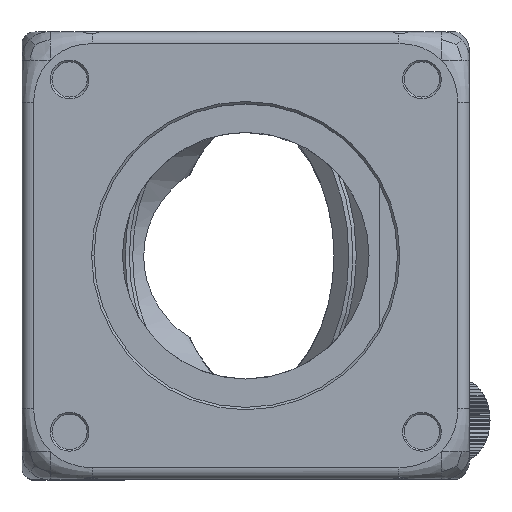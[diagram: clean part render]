
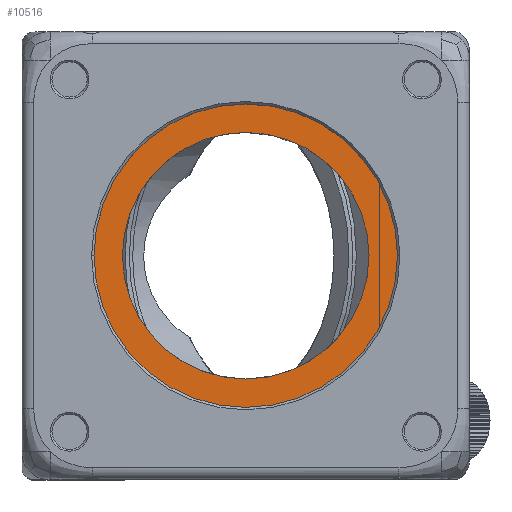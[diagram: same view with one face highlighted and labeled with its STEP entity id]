
A CAD part, top view. The second image highlights one B-rep face of the part: STEP entity #10516.
In plain terms, the highlighted planar face has unit normal (0, 0, 1).
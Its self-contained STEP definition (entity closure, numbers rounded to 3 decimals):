
#400 = CARTESIAN_POINT ( 'NONE',  ( -43.011, 11.093, 30.1 ) ) ;
#872 = DIRECTION ( 'NONE',  ( 0., 0., 1. ) ) ;
#1732 = ORIENTED_EDGE ( 'NONE', *, *, #27111, .T. ) ;
#1759 = DIRECTION ( 'NONE',  ( 0., 0., 1. ) ) ;
#2390 = AXIS2_PLACEMENT_3D ( 'NONE', #44615, #1759, #51328 ) ;
#4347 = DIRECTION ( 'NONE',  ( 0., 0., 1. ) ) ;
#4595 = ORIENTED_EDGE ( 'NONE', *, *, #20083, .T. ) ;
#5715 = CIRCLE ( 'NONE', #66789, 21. ) ;
#5764 = VERTEX_POINT ( 'NONE', #40352 ) ;
#6668 = CIRCLE ( 'NONE', #34925, 21. ) ;
#10516 = ADVANCED_FACE ( 'NONE', ( #64622, #69586 ), #37695, .T. ) ;
#11314 = CARTESIAN_POINT ( 'NONE',  ( -16.911, 11.093, 30.1 ) ) ;
#13228 = ORIENTED_EDGE ( 'NONE', *, *, #61640, .T. ) ;
#15151 = AXIS2_PLACEMENT_3D ( 'NONE', #11314, #4347, #17329 ) ;
#17074 = CIRCLE ( 'NONE', #2390, 26.1 ) ;
#17329 = DIRECTION ( 'NONE',  ( 1., 0., 0. ) ) ;
#20083 = EDGE_CURVE ( 'NONE', #5764, #66352, #52543, .T. ) ;
#20201 = CARTESIAN_POINT ( 'NONE',  ( -16.911, 11.093, 30.1 ) ) ;
#21044 = CARTESIAN_POINT ( 'NONE',  ( -16.911, 11.093, 30.1 ) ) ;
#22343 = CARTESIAN_POINT ( 'NONE',  ( 4.089, 11.093, 30.1 ) ) ;
#25522 = DIRECTION ( 'NONE',  ( 1., 0., 0. ) ) ;
#26124 = ORIENTED_EDGE ( 'NONE', *, *, #58935, .T. ) ;
#27111 = EDGE_CURVE ( 'NONE', #50343, #38556, #5715, .T. ) ;
#28056 = AXIS2_PLACEMENT_3D ( 'NONE', #21044, #872, #38759 ) ;
#29598 = DIRECTION ( 'NONE',  ( 0., 0., -1. ) ) ;
#34925 = AXIS2_PLACEMENT_3D ( 'NONE', #40222, #29598, #55828 ) ;
#35500 = EDGE_LOOP ( 'NONE', ( #26124, #1732 ) ) ;
#37695 = PLANE ( 'NONE',  #28056 ) ;
#38556 = VERTEX_POINT ( 'NONE', #22343 ) ;
#38759 = DIRECTION ( 'NONE',  ( 1., 0., 0. ) ) ;
#40222 = CARTESIAN_POINT ( 'NONE',  ( -16.911, 11.093, 30.1 ) ) ;
#40352 = CARTESIAN_POINT ( 'NONE',  ( 9.189, 11.093, 30.1 ) ) ;
#44615 = CARTESIAN_POINT ( 'NONE',  ( -16.911, 11.093, 30.1 ) ) ;
#45422 = CARTESIAN_POINT ( 'NONE',  ( -37.911, 11.093, 30.1 ) ) ;
#50343 = VERTEX_POINT ( 'NONE', #45422 ) ;
#51328 = DIRECTION ( 'NONE',  ( 1., 0., 0. ) ) ;
#51418 = DIRECTION ( 'NONE',  ( 0., 0., -1. ) ) ;
#52333 = EDGE_LOOP ( 'NONE', ( #13228, #4595 ) ) ;
#52543 = CIRCLE ( 'NONE', #15151, 26.1 ) ;
#55828 = DIRECTION ( 'NONE',  ( 1., 0., 0. ) ) ;
#58935 = EDGE_CURVE ( 'NONE', #38556, #50343, #6668, .T. ) ;
#61640 = EDGE_CURVE ( 'NONE', #66352, #5764, #17074, .T. ) ;
#64622 = FACE_BOUND ( 'NONE', #35500, .T. ) ;
#66352 = VERTEX_POINT ( 'NONE', #400 ) ;
#66789 = AXIS2_PLACEMENT_3D ( 'NONE', #20201, #51418, #25522 ) ;
#69586 = FACE_OUTER_BOUND ( 'NONE', #52333, .T. ) ;
